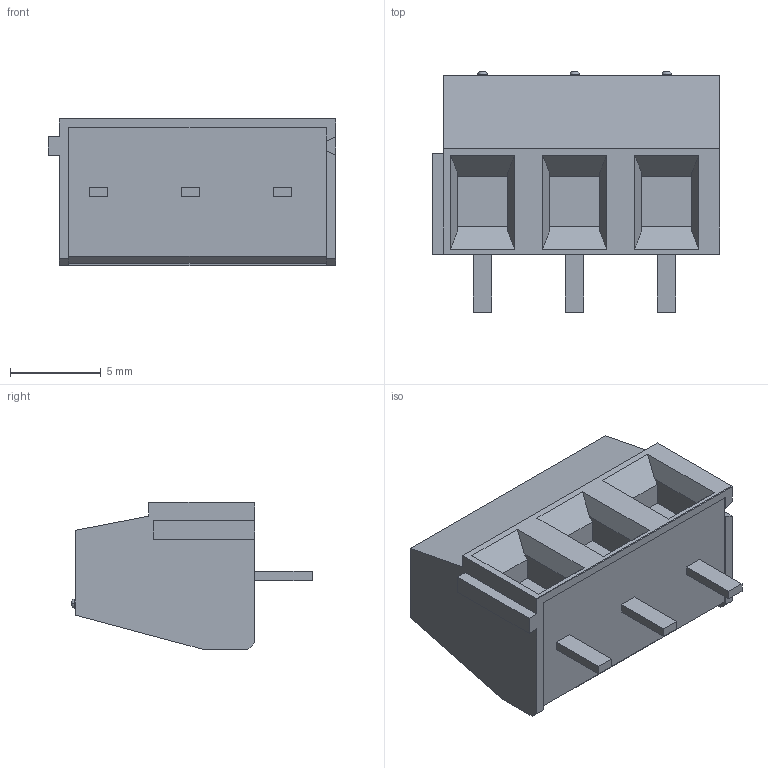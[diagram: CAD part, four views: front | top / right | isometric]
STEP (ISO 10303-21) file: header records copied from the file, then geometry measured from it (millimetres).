
FILE_DESCRIPTION((''),'2;1');
FILE_NAME('398800303','2015-02-27T',('me'),(''),'PRO/ENGINEER BY PARAMETRIC TECHNOLOGY CORPORATION, 2011490','PRO/ENGINEER BY PARAMETRIC TECHNOLOGY CORPORATION, 2011490','');
FILE_SCHEMA(('CONFIG_CONTROL_DESIGN'));
Length unit declared in the file: inch
Products named in the file (1): 398800303
Bounding box: 15.85 x 13.27 x 8.13 mm (x, y, z)
Volume: 888.4 mm3; surface area: 971 mm2
Topology: 1 solids, 1 shells, 134 faces, 364 edges, 250 vertices
Faces by surface type: plane 97, cylinder 25, bspline 6, cone 3, torus 3
Entity records: 4583 total; most frequent: CARTESIAN_POINT 1126, DIRECTION 714, ORIENTED_EDGE 698, EDGE_CURVE 349, VECTOR 248, LINE 248, AXIS2_PLACEMENT_3D 233, VERTEX_POINT 226
